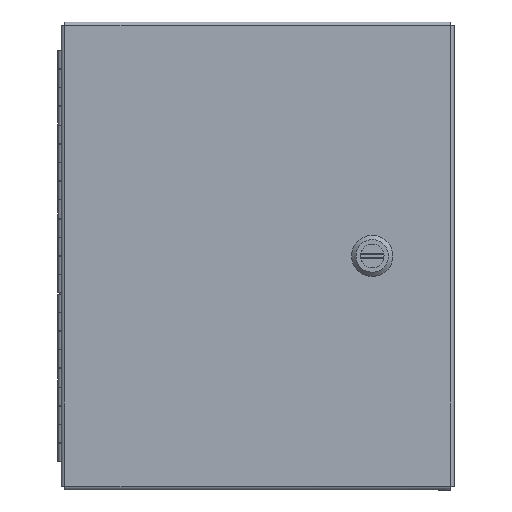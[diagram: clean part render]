
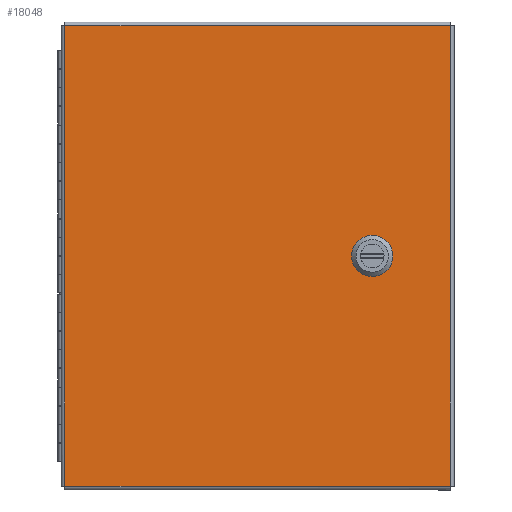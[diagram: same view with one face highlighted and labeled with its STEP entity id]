
A CAD part, top view. The second image highlights one B-rep face of the part: STEP entity #18048.
In plain terms, the highlighted planar face has unit normal (0, 0, 1).
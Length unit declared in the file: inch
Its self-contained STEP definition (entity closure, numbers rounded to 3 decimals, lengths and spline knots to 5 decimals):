
#16681=CARTESIAN_POINT('',(3.462,0.21356,0.074));
#16682=VERTEX_POINT('',#16681);
#16689=CARTESIAN_POINT('',(3.27612,0.3995,0.074));
#16690=VERTEX_POINT('',#16689);
#16691=CARTESIAN_POINT('',(3.06248,0.00005,0.074));
#16692=DIRECTION('',(0.0,0.0,-1.0));
#16693=DIRECTION('',(0.882,0.471,0.0));
#16694=AXIS2_PLACEMENT_3D('',#16691,#16692,#16693);
#16695=CIRCLE('',#16694,0.453);
#16696=EDGE_CURVE('',#16690,#16682,#16695,.T.);
#16721=CARTESIAN_POINT('',(2.849,0.3995,0.074));
#16722=VERTEX_POINT('',#16721);
#16723=CARTESIAN_POINT('',(2.849,0.3995,0.074));
#16724=DIRECTION('',(1.0,0.,0.0));
#16725=VECTOR('',#16724,0.42712);
#16726=LINE('',#16723,#16725);
#16727=EDGE_CURVE('',#16722,#16690,#16726,.T.);
#16753=CARTESIAN_POINT('',(2.663,0.21356,0.074));
#16754=VERTEX_POINT('',#16753);
#16755=CARTESIAN_POINT('',(3.06248,-0.00005,0.074));
#16756=DIRECTION('',(0.0,0.0,-1.0));
#16757=DIRECTION('',(-0.471,0.882,0.0));
#16758=AXIS2_PLACEMENT_3D('',#16755,#16756,#16757);
#16759=CIRCLE('',#16758,0.453);
#16760=EDGE_CURVE('',#16754,#16722,#16759,.T.);
#16785=CARTESIAN_POINT('',(2.663,-0.21356,0.074));
#16786=VERTEX_POINT('',#16785);
#16787=CARTESIAN_POINT('',(2.663,-0.21356,0.074));
#16788=DIRECTION('',(0.,1.0,0.0));
#16789=VECTOR('',#16788,0.42712);
#16790=LINE('',#16787,#16789);
#16791=EDGE_CURVE('',#16786,#16754,#16790,.T.);
#16817=CARTESIAN_POINT('',(2.84894,-0.3995,0.074));
#16818=VERTEX_POINT('',#16817);
#16819=CARTESIAN_POINT('',(3.0625,0.,0.074));
#16820=DIRECTION('',(0.0,0.0,-1.0));
#16821=DIRECTION('',(-0.882,-0.471,0.0));
#16822=AXIS2_PLACEMENT_3D('',#16819,#16820,#16821);
#16823=CIRCLE('',#16822,0.453);
#16824=EDGE_CURVE('',#16818,#16786,#16823,.T.);
#16849=CARTESIAN_POINT('',(3.27606,-0.3995,0.074));
#16850=VERTEX_POINT('',#16849);
#16851=CARTESIAN_POINT('',(3.27606,-0.3995,0.074));
#16852=DIRECTION('',(-1.0,0.,0.0));
#16853=VECTOR('',#16852,0.42712);
#16854=LINE('',#16851,#16853);
#16855=EDGE_CURVE('',#16850,#16818,#16854,.T.);
#16881=CARTESIAN_POINT('',(3.462,-0.21356,0.074));
#16882=VERTEX_POINT('',#16881);
#16883=CARTESIAN_POINT('',(3.0625,0.,0.074));
#16884=DIRECTION('',(0.0,0.0,-1.0));
#16885=DIRECTION('',(0.471,-0.882,0.0));
#16886=AXIS2_PLACEMENT_3D('',#16883,#16884,#16885);
#16887=CIRCLE('',#16886,0.453);
#16888=EDGE_CURVE('',#16882,#16850,#16887,.T.);
#16911=CARTESIAN_POINT('',(3.462,0.21356,0.074));
#16912=DIRECTION('',(0.,-1.0,0.0));
#16913=VECTOR('',#16912,0.42712);
#16914=LINE('',#16911,#16913);
#16915=EDGE_CURVE('',#16682,#16882,#16914,.T.);
#17060=CARTESIAN_POINT('',(5.14475,-6.14475,0.074));
#17061=VERTEX_POINT('',#17060);
#17110=CARTESIAN_POINT('',(-5.14475,-6.14475,0.074));
#17111=VERTEX_POINT('',#17110);
#17191=CARTESIAN_POINT('',(-5.14475,-6.14475,0.074));
#17192=DIRECTION('',(1.0,0.0,0.0));
#17193=VECTOR('',#17192,10.2895);
#17194=LINE('',#17191,#17193);
#17195=EDGE_CURVE('',#17111,#17061,#17194,.T.);
#17381=CARTESIAN_POINT('',(-5.14475,6.14475,0.074));
#17382=VERTEX_POINT('',#17381);
#17462=CARTESIAN_POINT('',(-5.14475,6.14475,0.074));
#17463=DIRECTION('',(0.0,-1.0,0.0));
#17464=VECTOR('',#17463,12.2895);
#17465=LINE('',#17462,#17464);
#17466=EDGE_CURVE('',#17382,#17111,#17465,.T.);
#17652=CARTESIAN_POINT('',(5.14475,6.14475,0.074));
#17653=VERTEX_POINT('',#17652);
#17733=CARTESIAN_POINT('',(5.14475,6.14475,0.074));
#17734=DIRECTION('',(-1.0,0.0,0.0));
#17735=VECTOR('',#17734,10.2895);
#17736=LINE('',#17733,#17735);
#17737=EDGE_CURVE('',#17653,#17382,#17736,.T.);
#17995=CARTESIAN_POINT('',(5.14475,-6.14475,0.074));
#17996=DIRECTION('',(0.0,1.0,0.0));
#17997=VECTOR('',#17996,12.2895);
#17998=LINE('',#17995,#17997);
#17999=EDGE_CURVE('',#17061,#17653,#17998,.T.);
#18027=CARTESIAN_POINT('',(0.,0.,0.074));
#18028=DIRECTION('',(0.0,0.0,1.0));
#18029=DIRECTION('',(1.0,0.0,0.0));
#18030=AXIS2_PLACEMENT_3D('',#18027,#18028,#18029);
#18031=PLANE('',#18030);
#18032=ORIENTED_EDGE('',*,*,#17195,.T.);
#18033=ORIENTED_EDGE('',*,*,#17999,.T.);
#18034=ORIENTED_EDGE('',*,*,#17737,.T.);
#18035=ORIENTED_EDGE('',*,*,#17466,.T.);
#18036=EDGE_LOOP('',(#18032,#18033,#18034,#18035));
#18037=FACE_OUTER_BOUND('',#18036,.T.);
#18038=ORIENTED_EDGE('',*,*,#16696,.T.);
#18039=ORIENTED_EDGE('',*,*,#16915,.T.);
#18040=ORIENTED_EDGE('',*,*,#16888,.T.);
#18041=ORIENTED_EDGE('',*,*,#16855,.T.);
#18042=ORIENTED_EDGE('',*,*,#16824,.T.);
#18043=ORIENTED_EDGE('',*,*,#16791,.T.);
#18044=ORIENTED_EDGE('',*,*,#16760,.T.);
#18045=ORIENTED_EDGE('',*,*,#16727,.T.);
#18046=EDGE_LOOP('',(#18038,#18039,#18040,#18041,#18042,#18043,#18044,#18045));
#18047=FACE_BOUND('',#18046,.T.);
#18048=ADVANCED_FACE('',(#18037,#18047),#18031,.T.);
